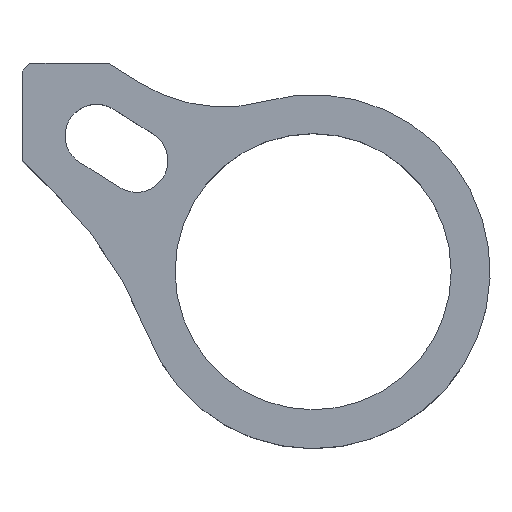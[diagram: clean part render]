
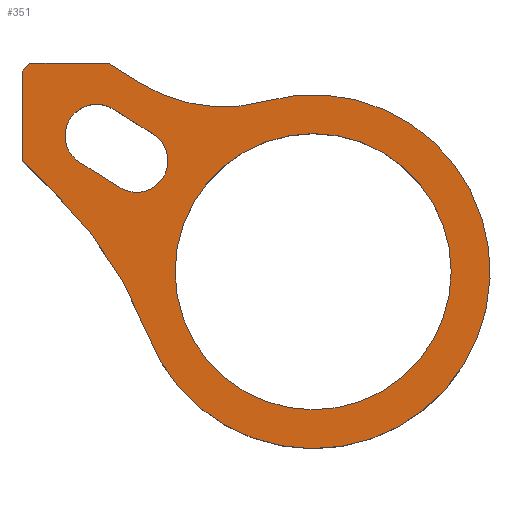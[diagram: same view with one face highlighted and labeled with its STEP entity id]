
A CAD part, top view. The second image highlights one B-rep face of the part: STEP entity #351.
In plain terms, the highlighted planar face has unit normal (0, 0, 1).
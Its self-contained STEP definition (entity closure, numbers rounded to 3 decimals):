
#6 = ORIENTED_EDGE ( 'NONE', *, *, #75, .T. ) ;
#7 = VECTOR ( 'NONE', #201, 1000. ) ;
#8 = EDGE_CURVE ( 'NONE', #12, #364, #207, .T. ) ;
#12 = VERTEX_POINT ( 'NONE', #224 ) ;
#15 = ORIENTED_EDGE ( 'NONE', *, *, #8, .T. ) ;
#18 = VERTEX_POINT ( 'NONE', #453 ) ;
#19 = VECTOR ( 'NONE', #323, 1000. ) ;
#21 = EDGE_LOOP ( 'NONE', ( #90, #119, #60, #198, #331 ) ) ;
#22 = DIRECTION ( 'NONE',  ( 0., 0., -1. ) ) ;
#23 = ORIENTED_EDGE ( 'NONE', *, *, #302, .T. ) ;
#25 = DIRECTION ( 'NONE',  ( -1., 0., 0. ) ) ;
#27 = EDGE_CURVE ( 'NONE', #388, #412, #313, .T. ) ;
#28 = DIRECTION ( 'NONE',  ( 0., 0., 1. ) ) ;
#30 = CIRCLE ( 'NONE', #304, 20. ) ;
#32 = DIRECTION ( 'NONE',  ( 0.847, -0.532, 0. ) ) ;
#38 = CARTESIAN_POINT ( 'NONE',  ( -11.392, 40.945, 12. ) ) ;
#43 = VERTEX_POINT ( 'NONE', #446 ) ;
#48 = CIRCLE ( 'NONE', #460, 4. ) ;
#60 = ORIENTED_EDGE ( 'NONE', *, *, #475, .F. ) ;
#64 = CARTESIAN_POINT ( 'NONE',  ( -32.963, 10.15, 12. ) ) ;
#67 = LINE ( 'NONE', #238, #7 ) ;
#73 = LINE ( 'NONE', #430, #443 ) ;
#75 = EDGE_CURVE ( 'NONE', #468, #18, #266, .T. ) ;
#82 = DIRECTION ( 'NONE',  ( 0., 0., 1. ) ) ;
#83 = CARTESIAN_POINT ( 'NONE',  ( 0., 0., 12. ) ) ;
#87 = ORIENTED_EDGE ( 'NONE', *, *, #445, .F. ) ;
#88 = VECTOR ( 'NONE', #283, 1000. ) ;
#90 = ORIENTED_EDGE ( 'NONE', *, *, #490, .F. ) ;
#96 = CARTESIAN_POINT ( 'NONE',  ( -17.55, 0., 12. ) ) ;
#99 = DIRECTION ( 'NONE',  ( 0., 0., 1. ) ) ;
#100 = LINE ( 'NONE', #461, #172 ) ;
#102 = VERTEX_POINT ( 'NONE', #135 ) ;
#106 = EDGE_LOOP ( 'NONE', ( #407, #15, #186, #6, #206, #112, #188, #23 ) ) ;
#112 = ORIENTED_EDGE ( 'NONE', *, *, #504, .T. ) ;
#116 = VERTEX_POINT ( 'NONE', #96 ) ;
#119 = ORIENTED_EDGE ( 'NONE', *, *, #575, .F. ) ;
#120 = CARTESIAN_POINT ( 'NONE',  ( -6.031, 21.677, 12. ) ) ;
#124 = CARTESIAN_POINT ( 'NONE',  ( -37., 14.067, 12. ) ) ;
#125 = AXIS2_PLACEMENT_3D ( 'NONE', #343, #22, #25 ) ;
#129 = DIRECTION ( 'NONE',  ( -1., 0., 0. ) ) ;
#131 = CARTESIAN_POINT ( 'NONE',  ( 0., 0., 12. ) ) ;
#133 = AXIS2_PLACEMENT_3D ( 'NONE', #488, #245, #338 ) ;
#135 = CARTESIAN_POINT ( 'NONE',  ( -29.655, 13.886, 12. ) ) ;
#139 = VECTOR ( 'NONE', #320, 1000. ) ;
#152 = PLANE ( 'NONE',  #318 ) ;
#155 = EDGE_CURVE ( 'NONE', #43, #12, #249, .T. ) ;
#157 = CARTESIAN_POINT ( 'NONE',  ( -31.529, 17.274, 12. ) ) ;
#161 = CARTESIAN_POINT ( 'NONE',  ( -37., 25.5, 12. ) ) ;
#168 = DIRECTION ( 'NONE',  ( 0., 0., -1. ) ) ;
#172 = VECTOR ( 'NONE', #231, 1000. ) ;
#173 = CIRCLE ( 'NONE', #184, 17.55 ) ;
#184 = AXIS2_PLACEMENT_3D ( 'NONE', #83, #528, #440 ) ;
#186 = ORIENTED_EDGE ( 'NONE', *, *, #413, .T. ) ;
#188 = ORIENTED_EDGE ( 'NONE', *, *, #27, .T. ) ;
#191 = EDGE_CURVE ( 'NONE', #116, #573, #435, .T. ) ;
#193 = VERTEX_POINT ( 'NONE', #202 ) ;
#194 = VERTEX_POINT ( 'NONE', #157 ) ;
#198 = ORIENTED_EDGE ( 'NONE', *, *, #200, .F. ) ;
#199 = DIRECTION ( 'NONE',  ( 0., 0., -1. ) ) ;
#200 = EDGE_CURVE ( 'NONE', #102, #558, #73, .T. ) ;
#201 = DIRECTION ( 'NONE',  ( -0.847, 0.532, 0. ) ) ;
#202 = CARTESIAN_POINT ( 'NONE',  ( -20.321, 17.473, 12. ) ) ;
#206 = ORIENTED_EDGE ( 'NONE', *, *, #339, .T. ) ;
#207 = CIRCLE ( 'NONE', #217, 22.5 ) ;
#208 = DIRECTION ( 'NONE',  ( 1., 0., 0. ) ) ;
#214 = CARTESIAN_POINT ( 'NONE',  ( 0., 0., 12. ) ) ;
#217 = AXIS2_PLACEMENT_3D ( 'NONE', #131, #263, #352 ) ;
#218 = AXIS2_PLACEMENT_3D ( 'NONE', #305, #28, #208 ) ;
#224 = CARTESIAN_POINT ( 'NONE',  ( -21.035, -7.987, 12. ) ) ;
#231 = DIRECTION ( 'NONE',  ( -1., 0., 0. ) ) ;
#234 = CARTESIAN_POINT ( 'NONE',  ( -37., 25.5, 12. ) ) ;
#238 = CARTESIAN_POINT ( 'NONE',  ( -25.403, 20.662, 12. ) ) ;
#242 = LINE ( 'NONE', #234, #88 ) ;
#245 = DIRECTION ( 'NONE',  ( 0., 0., 1. ) ) ;
#249 = CIRCLE ( 'NONE', #125, 50. ) ;
#262 = VERTEX_POINT ( 'NONE', #301 ) ;
#263 = DIRECTION ( 'NONE',  ( 0., 0., 1. ) ) ;
#266 = LINE ( 'NONE', #450, #139 ) ;
#283 = DIRECTION ( 'NONE',  ( -0.707, -0.707, 0. ) ) ;
#284 = FACE_BOUND ( 'NONE', #577, .T. ) ;
#301 = CARTESIAN_POINT ( 'NONE',  ( -36., 26.5, 12. ) ) ;
#302 = EDGE_CURVE ( 'NONE', #412, #43, #467, .T. ) ;
#303 = VECTOR ( 'NONE', #315, 1000. ) ;
#304 = AXIS2_PLACEMENT_3D ( 'NONE', #38, #168, #129 ) ;
#305 = CARTESIAN_POINT ( 'NONE',  ( -27.529, 17.274, 12. ) ) ;
#313 = LINE ( 'NONE', #495, #303 ) ;
#315 = DIRECTION ( 'NONE',  ( 0., -1., 0. ) ) ;
#318 = AXIS2_PLACEMENT_3D ( 'NONE', #470, #199, #564 ) ;
#320 = DIRECTION ( 'NONE',  ( -0.847, 0.532, 0. ) ) ;
#323 = DIRECTION ( 'NONE',  ( 0.718, -0.696, 0. ) ) ;
#325 = CARTESIAN_POINT ( 'NONE',  ( -24.573, 10.697, 12. ) ) ;
#326 = FACE_BOUND ( 'NONE', #21, .T. ) ;
#331 = ORIENTED_EDGE ( 'NONE', *, *, #427, .F. ) ;
#338 = DIRECTION ( 'NONE',  ( 1., 0., 0. ) ) ;
#339 = EDGE_CURVE ( 'NONE', #18, #262, #100, .T. ) ;
#343 = CARTESIAN_POINT ( 'NONE',  ( -67.778, -25.737, 12. ) ) ;
#350 = CARTESIAN_POINT ( 'NONE',  ( -22.022, 24.004, 12. ) ) ;
#351 = ADVANCED_FACE ( 'NONE', ( #284, #378, #326 ), #152, .F. ) ;
#352 = DIRECTION ( 'NONE',  ( 1., 0., 0. ) ) ;
#364 = VERTEX_POINT ( 'NONE', #120 ) ;
#369 = DIRECTION ( 'NONE',  ( 1., 0., 0. ) ) ;
#378 = FACE_OUTER_BOUND ( 'NONE', #106, .T. ) ;
#388 = VERTEX_POINT ( 'NONE', #161 ) ;
#407 = ORIENTED_EDGE ( 'NONE', *, *, #155, .T. ) ;
#412 = VERTEX_POINT ( 'NONE', #124 ) ;
#413 = EDGE_CURVE ( 'NONE', #364, #468, #30, .T. ) ;
#427 = EDGE_CURVE ( 'NONE', #194, #102, #451, .T. ) ;
#430 = CARTESIAN_POINT ( 'NONE',  ( -29.655, 13.886, 12. ) ) ;
#431 = ORIENTED_EDGE ( 'NONE', *, *, #191, .F. ) ;
#434 = DIRECTION ( 'NONE',  ( 1., 0., 0. ) ) ;
#435 = CIRCLE ( 'NONE', #569, 17.55 ) ;
#440 = DIRECTION ( 'NONE',  ( 1., 0., 0. ) ) ;
#443 = VECTOR ( 'NONE', #32, 1000. ) ;
#445 = EDGE_CURVE ( 'NONE', #573, #116, #173, .T. ) ;
#446 = CARTESIAN_POINT ( 'NONE',  ( -32.963, 10.15, 12. ) ) ;
#450 = CARTESIAN_POINT ( 'NONE',  ( -22.022, 24.004, 12. ) ) ;
#451 = CIRCLE ( 'NONE', #218, 4. ) ;
#453 = CARTESIAN_POINT ( 'NONE',  ( -26., 26.5, 12. ) ) ;
#459 = CARTESIAN_POINT ( 'NONE',  ( -27.529, 17.274, 12. ) ) ;
#460 = AXIS2_PLACEMENT_3D ( 'NONE', #459, #99, #369 ) ;
#461 = CARTESIAN_POINT ( 'NONE',  ( -36., 26.5, 12. ) ) ;
#467 = LINE ( 'NONE', #64, #19 ) ;
#468 = VERTEX_POINT ( 'NONE', #350 ) ;
#470 = CARTESIAN_POINT ( 'NONE',  ( -67.778, -25.737, 12. ) ) ;
#472 = CARTESIAN_POINT ( 'NONE',  ( 17.55, 0., 12. ) ) ;
#474 = CIRCLE ( 'NONE', #133, 4. ) ;
#475 = EDGE_CURVE ( 'NONE', #558, #193, #474, .T. ) ;
#488 = CARTESIAN_POINT ( 'NONE',  ( -22.447, 14.085, 12. ) ) ;
#490 = EDGE_CURVE ( 'NONE', #550, #194, #48, .T. ) ;
#495 = CARTESIAN_POINT ( 'NONE',  ( -37., 14.067, 12. ) ) ;
#504 = EDGE_CURVE ( 'NONE', #262, #388, #242, .T. ) ;
#528 = DIRECTION ( 'NONE',  ( 0., 0., 1. ) ) ;
#550 = VERTEX_POINT ( 'NONE', #552 ) ;
#552 = CARTESIAN_POINT ( 'NONE',  ( -25.403, 20.662, 12. ) ) ;
#558 = VERTEX_POINT ( 'NONE', #325 ) ;
#564 = DIRECTION ( 'NONE',  ( -1., 0., 0. ) ) ;
#569 = AXIS2_PLACEMENT_3D ( 'NONE', #214, #82, #434 ) ;
#573 = VERTEX_POINT ( 'NONE', #472 ) ;
#575 = EDGE_CURVE ( 'NONE', #193, #550, #67, .T. ) ;
#577 = EDGE_LOOP ( 'NONE', ( #431, #87 ) ) ;
